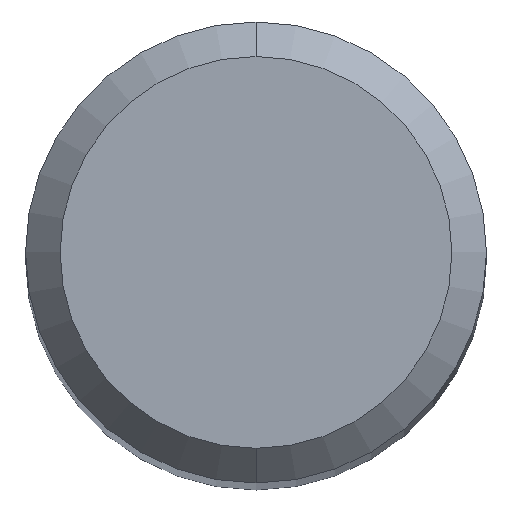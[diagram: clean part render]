
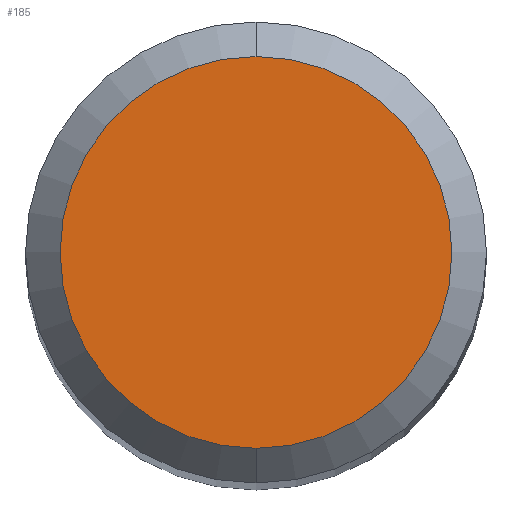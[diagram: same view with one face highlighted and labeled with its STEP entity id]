
A CAD part, top view. The second image highlights one B-rep face of the part: STEP entity #185.
In plain terms, the highlighted planar face has unit normal (0, 0, 1).
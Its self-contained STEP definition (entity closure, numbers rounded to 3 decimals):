
#185=ADVANCED_FACE('',(#494),#495,.T.);
#207=EDGE_CURVE('',#405,#369,#518,.T.);
#343=EDGE_CURVE('',#369,#405,#666,.T.);
#369=VERTEX_POINT('',#696);
#405=VERTEX_POINT('',#733);
#494=FACE_OUTER_BOUND('',#856,.T.);
#495=PLANE('',#857);
#518=CIRCLE('',#918,1.7);
#666=CIRCLE('',#1240,1.7);
#696=CARTESIAN_POINT('',(0.,-1.7,0.0));
#733=CARTESIAN_POINT('',(0.0,1.7,0.0));
#856=EDGE_LOOP('',(#1463,#1464));
#857=AXIS2_PLACEMENT_3D('',#1465,#1466,#1467);
#918=AXIS2_PLACEMENT_3D('',#1485,#1486,#1487);
#1240=AXIS2_PLACEMENT_3D('',#1644,#1645,#1646);
#1463=ORIENTED_EDGE('',*,*,#207,.F.);
#1464=ORIENTED_EDGE('',*,*,#343,.F.);
#1465=CARTESIAN_POINT('',(0.0,0.85,0.0));
#1466=DIRECTION('',(-0.0,0.0,1.0));
#1467=DIRECTION('',(0.0,-1.0,0.0));
#1485=CARTESIAN_POINT('',(0.0,0.0,0.0));
#1486=DIRECTION('',(0.0,0.0,-1.0));
#1487=DIRECTION('',(0.0,1.0,0.0));
#1644=CARTESIAN_POINT('',(0.0,0.0,0.0));
#1645=DIRECTION('',(0.0,0.0,-1.0));
#1646=DIRECTION('',(0.0,1.0,0.0));
